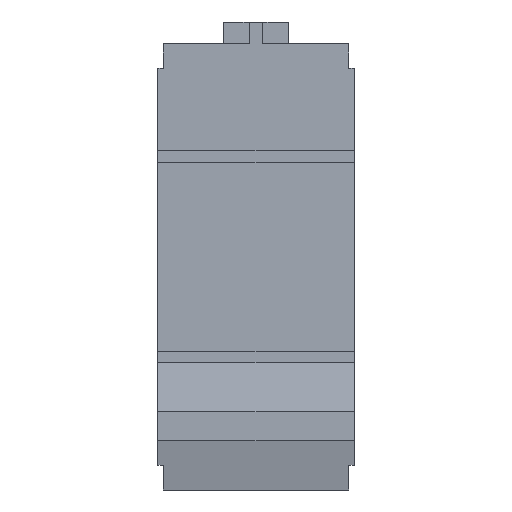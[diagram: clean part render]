
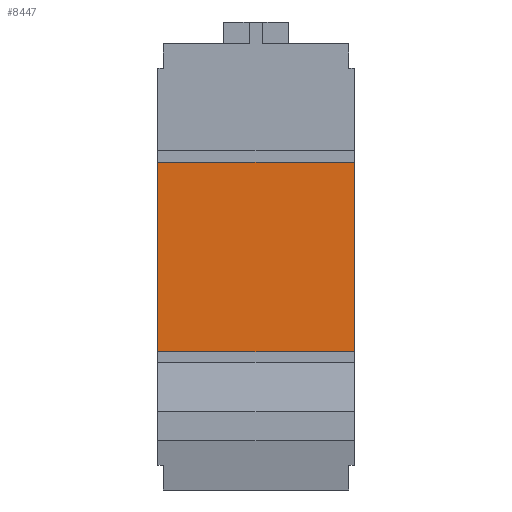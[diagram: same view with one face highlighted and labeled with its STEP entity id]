
A CAD part, front view. The second image highlights one B-rep face of the part: STEP entity #8447.
In plain terms, the highlighted planar face has unit normal (0, -1, 0).
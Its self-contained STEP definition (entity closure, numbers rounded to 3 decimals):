
#595 = EDGE_CURVE ( 'NONE', #10307, #7949, #4773, .T. ) ;
#1095 = CARTESIAN_POINT ( 'NONE',  ( 0., 5.3, 0. ) ) ;
#1979 = ORIENTED_EDGE ( 'NONE', *, *, #17851, .F. ) ;
#2735 = CARTESIAN_POINT ( 'NONE',  ( 36., 5.3, -21.7 ) ) ;
#2818 = DIRECTION ( 'NONE',  ( 0., 0., 1. ) ) ;
#4343 = VECTOR ( 'NONE', #5026, 1000. ) ;
#4773 = LINE ( 'NONE', #13703, #19613 ) ;
#5026 = DIRECTION ( 'NONE',  ( 1., 0., 0. ) ) ;
#7949 = VERTEX_POINT ( 'NONE', #19111 ) ;
#8146 = VECTOR ( 'NONE', #21571, 1000. ) ;
#8447 = ADVANCED_FACE ( 'NONE', ( #26407 ), #24518, .F. ) ;
#8524 = LINE ( 'NONE', #1095, #8146 ) ;
#8965 = CARTESIAN_POINT ( 'NONE',  ( 0., 5.3, -21.7 ) ) ;
#9214 = LINE ( 'NONE', #2735, #4343 ) ;
#9460 = ORIENTED_EDGE ( 'NONE', *, *, #11888, .F. ) ;
#10307 = VERTEX_POINT ( 'NONE', #10471 ) ;
#10471 = CARTESIAN_POINT ( 'NONE',  ( 36., 5.3, -58.5 ) ) ;
#11888 = EDGE_CURVE ( 'NONE', #23127, #10307, #12575, .T. ) ;
#12399 = VECTOR ( 'NONE', #27555, 1000. ) ;
#12442 = CARTESIAN_POINT ( 'NONE',  ( 36., 5.3, -21.7 ) ) ;
#12575 = LINE ( 'NONE', #12442, #12399 ) ;
#13059 = ORIENTED_EDGE ( 'NONE', *, *, #595, .F. ) ;
#13703 = CARTESIAN_POINT ( 'NONE',  ( 36., 5.3, -58.5 ) ) ;
#17851 = EDGE_CURVE ( 'NONE', #7949, #20981, #8524, .T. ) ;
#18681 = AXIS2_PLACEMENT_3D ( 'NONE', #22490, #22208, #2818 ) ;
#19111 = CARTESIAN_POINT ( 'NONE',  ( 0., 5.3, -58.5 ) ) ;
#19446 = EDGE_LOOP ( 'NONE', ( #13059, #9460, #23964, #1979 ) ) ;
#19613 = VECTOR ( 'NONE', #20266, 1000. ) ;
#20266 = DIRECTION ( 'NONE',  ( -1., 0., 0. ) ) ;
#20981 = VERTEX_POINT ( 'NONE', #8965 ) ;
#21571 = DIRECTION ( 'NONE',  ( 0., 0., 1. ) ) ;
#22208 = DIRECTION ( 'NONE',  ( 0., 1., 0. ) ) ;
#22307 = EDGE_CURVE ( 'NONE', #20981, #23127, #9214, .T. ) ;
#22490 = CARTESIAN_POINT ( 'NONE',  ( 36., 5.3, -21.7 ) ) ;
#23127 = VERTEX_POINT ( 'NONE', #23414 ) ;
#23414 = CARTESIAN_POINT ( 'NONE',  ( 36., 5.3, -21.7 ) ) ;
#23964 = ORIENTED_EDGE ( 'NONE', *, *, #22307, .F. ) ;
#24518 = PLANE ( 'NONE',  #18681 ) ;
#26407 = FACE_OUTER_BOUND ( 'NONE', #19446, .T. ) ;
#27555 = DIRECTION ( 'NONE',  ( 0., 0., -1. ) ) ;
